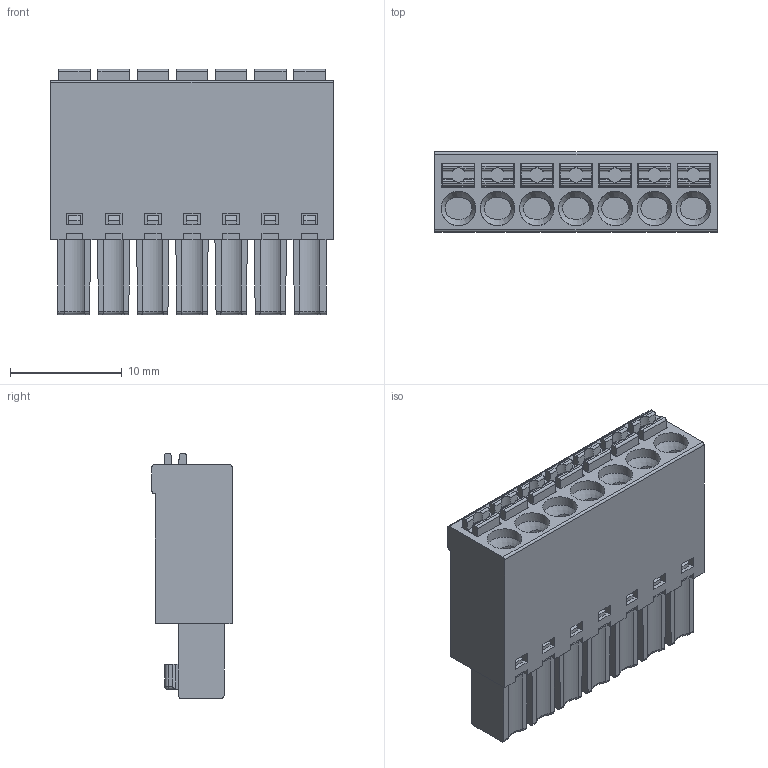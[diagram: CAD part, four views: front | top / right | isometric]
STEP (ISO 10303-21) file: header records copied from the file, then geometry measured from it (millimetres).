
FILE_DESCRIPTION(('STEP AP214'),'1');
FILE_NAME('SHM07-3,5-E.stp','2019-04-01T08:32:46',(' '),(' '),'Spatial InterOp 3D',' ',' ');
FILE_SCHEMA(('automotive_design'));
Length unit declared in the file: metre
Products named in the file (1): 1
Bounding box: 25.2 x 7.15 x 21.9 mm (x, y, z)
Volume: 2848.5 mm3; surface area: 2480.5 mm2
Topology: 1 solids, 1 shells, 627 faces, 1662 edges, 1079 vertices
Faces by surface type: plane 435, cylinder 150, cone 21, sphere 14, torus 7
Full cylindrical faces by diameter (mm): 1.2 x7, 3.1 x7
Entity records: 24406 total; most frequent: CARTESIAN_POINT 4010, ORIENTED_EDGE 3184, DIRECTION 3047, EDGE_CURVE 1592, LINE 1205, VECTOR 1205, VERTEX_POINT 1058, AXIS2_PLACEMENT_3D 921
